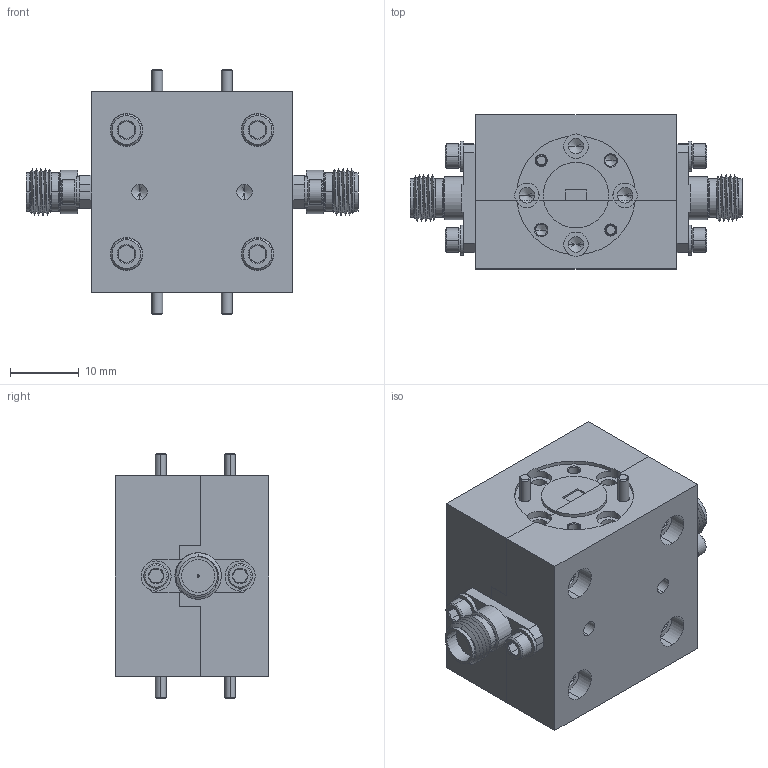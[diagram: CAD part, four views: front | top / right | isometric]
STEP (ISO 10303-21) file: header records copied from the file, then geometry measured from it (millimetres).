
FILE_DESCRIPTION (( 'STEP AP203' ), '1' );
FILE_NAME ('SFM-77382312-1212SF-N1.STEP', '2019-10-15T23:53:55', ( '' ), ( '' ), 'SwSTEP 2.0', 'SolidWorks 2016', '' );
FILE_SCHEMA (( 'CONFIG_CONTROL_DESIGN' ));
Length unit declared in the file: inch
Products named in the file (1): SFM-77382312-1212SF-N1
Bounding box: 48.26 x 22.35 x 35.65 mm (x, y, z)
Volume: 15731.1 mm3; surface area: 11388.2 mm2
Topology: 25 solids, 25 shells, 770 faces, 1842 edges, 1112 vertices
Faces by surface type: plane 280, cylinder 266, cone 216, torus 4, bspline 4
Entity records: 23343 total; most frequent: CARTESIAN_POINT 5557, DIRECTION 3844, ORIENTED_EDGE 3556, EDGE_CURVE 1778, AXIS2_PLACEMENT_3D 1479, VERTEX_POINT 1112, VECTOR 886, LINE 886
